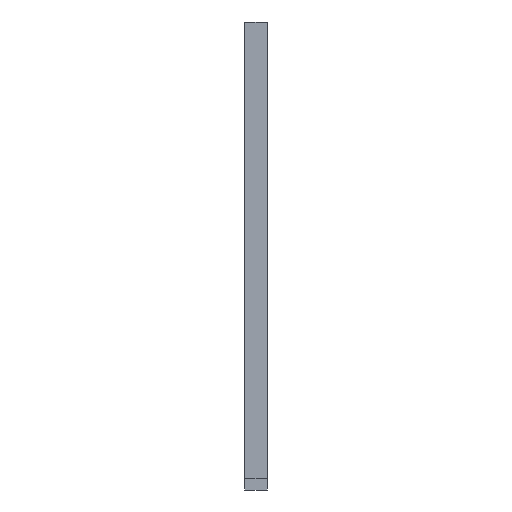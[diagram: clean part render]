
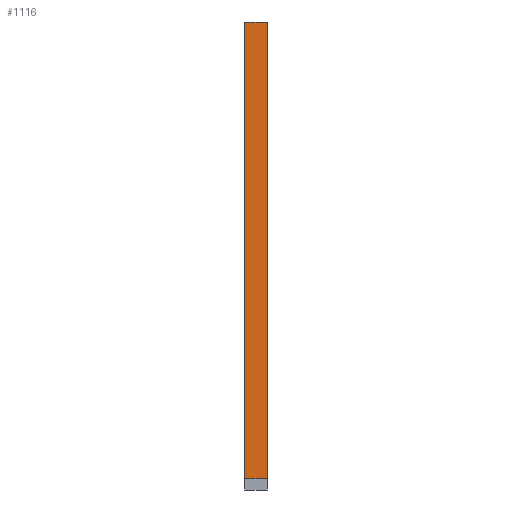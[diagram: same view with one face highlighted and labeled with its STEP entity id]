
A CAD part, left-side view. The second image highlights one B-rep face of the part: STEP entity #1116.
In plain terms, the highlighted planar face has unit normal (-1, 0, 0).
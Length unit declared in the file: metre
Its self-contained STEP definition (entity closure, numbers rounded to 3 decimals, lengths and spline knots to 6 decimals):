
#260=ORIENTED_EDGE('',*,*,#466,.F.);
#261=ORIENTED_EDGE('',*,*,#446,.F.);
#262=ORIENTED_EDGE('',*,*,#445,.F.);
#263=ORIENTED_EDGE('',*,*,#414,.T.);
#414=EDGE_CURVE('',#540,#541,#674,.T.);
#445=EDGE_CURVE('',#540,#567,#705,.T.);
#446=EDGE_CURVE('',#567,#568,#706,.T.);
#466=EDGE_CURVE('',#568,#541,#726,.T.);
#540=VERTEX_POINT('',#1648);
#541=VERTEX_POINT('',#1649);
#567=VERTEX_POINT('',#1708);
#568=VERTEX_POINT('',#1713);
#674=LINE('',#1647,#830);
#705=LINE('',#1710,#861);
#706=LINE('',#1712,#862);
#726=LINE('',#1750,#882);
#830=VECTOR('',#1353,1.);
#861=VECTOR('',#1392,1.);
#862=VECTOR('',#1395,1.);
#882=VECTOR('',#1419,1.);
#944=EDGE_LOOP('',(#260,#261,#262,#263));
#1008=FACE_BOUND('',#944,.T.);
#1062=PLANE('',#1183);
#1116=ADVANCED_FACE('',(#1008),#1062,.F.);
#1183=AXIS2_PLACEMENT_3D('',#1751,#1420,#1421);
#1353=DIRECTION('',(0.,0.,-1.));
#1392=DIRECTION('',(0.,-1.,0.));
#1395=DIRECTION('',(0.,0.,-1.));
#1419=DIRECTION('',(0.,1.,0.));
#1420=DIRECTION('',(1.,0.,0.));
#1421=DIRECTION('',(0.,0.,1.));
#1647=CARTESIAN_POINT('',(-0.04925,0.043283,0.079206));
#1648=CARTESIAN_POINT('',(-0.04925,0.043283,0.079204));
#1649=CARTESIAN_POINT('',(-0.04925,0.043283,-0.001996));
#1708=CARTESIAN_POINT('',(-0.04925,0.039283,0.079204));
#1710=CARTESIAN_POINT('',(-0.04925,0.043283,0.079204));
#1712=CARTESIAN_POINT('',(-0.04925,0.039283,0.079206));
#1713=CARTESIAN_POINT('',(-0.04925,0.039283,-0.001996));
#1750=CARTESIAN_POINT('',(-0.04925,0.034882,-0.001996));
#1751=CARTESIAN_POINT('',(-0.04925,0.034882,-0.003996));
